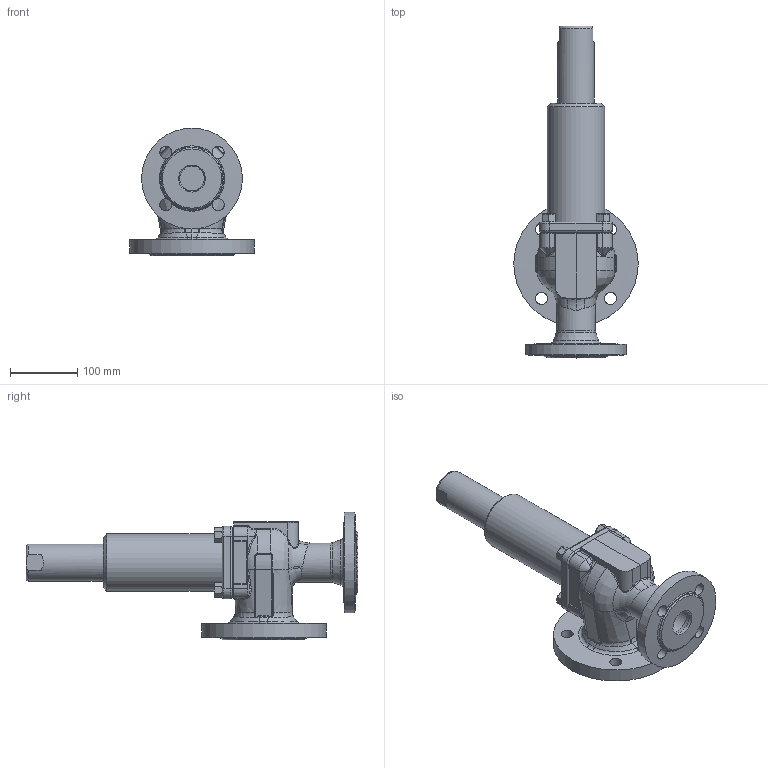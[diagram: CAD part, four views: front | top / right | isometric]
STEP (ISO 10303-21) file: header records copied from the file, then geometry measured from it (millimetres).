
FILE_DESCRIPTION(/* description */ (''),/* implementation_level */ '2;1');
FILE_NAME(/* name */ 'AT4539-441_106432.step',/* time_stamp */ '2025-08-06T16:16:02+02:00',/* author */ (''),/* organization */ (''),/* preprocessor_version */ 'ST-DEVELOPER v20.1',/* originating_system */ 'Autodesk Translation Framework v14.10.0.0',/* authorisation */ '');
FILE_SCHEMA (('AUTOMOTIVE_DESIGN { 1 0 10303 214 3 1 1 }'));
Products named in the file (5): 10000459055_G3D_000_ASM; 10000459051_G3D_000; 10000459052_G3D_000; 10000459054_G3D_000; 10000459053_G3D_000
Assembly tree (7 placements, depth 2):
  10000459055_G3D_000_ASM
    10000459051_G3D_000
    10000459052_G3D_000
    10000459053_G3D_000  x4
    10000459054_G3D_000
Bounding box: 185 x 493.5 x 190 mm (x, y, z)
Volume: 1992599.4 mm3; surface area: 393246.5 mm2
Topology: 7 solids, 7 shells, 547 faces, 1324 edges, 807 vertices
Faces by surface type: bspline 181, plane 157, cylinder 112, cone 77, torus 14, sphere 6
Full cylindrical faces by diameter (mm): 3.15 x2, 12 x8, 14 x4, 18 x8, 21 x1, 37 x1, 40 x2, 41.5 x1, 42 x1, 42.5 x1, 43 x1, 55 x1, 58 x1, 65 x1, 68 x1, 70 x1, 73 x1, 76 x1, 85 x1, 90 x2, 150 x1, 185 x1
Entity records: 35421 total; most frequent: CARTESIAN_POINT 25556, ORIENTED_EDGE 2268, DIRECTION 1690, EDGE_CURVE 1134, VERTEX_POINT 693, AXIS2_PLACEMENT_3D 670, EDGE_LOOP 513, FACE_OUTER_BOUND 466
